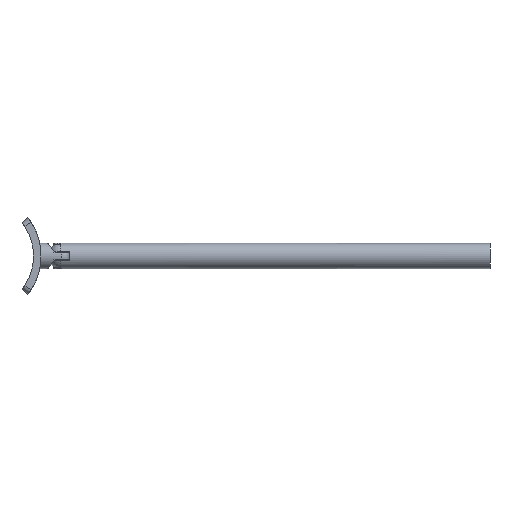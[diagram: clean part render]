
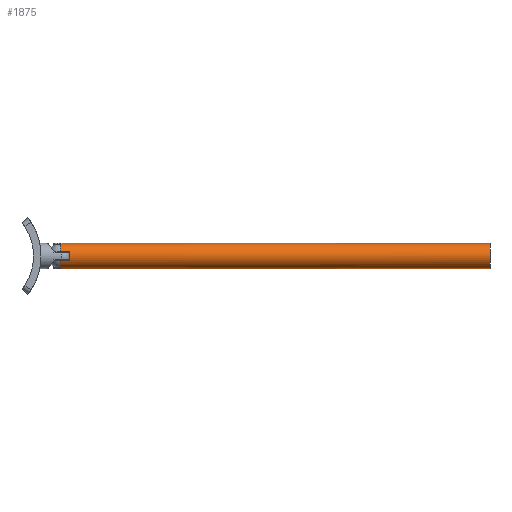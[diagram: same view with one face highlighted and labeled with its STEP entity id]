
A CAD part, front view. The second image highlights one B-rep face of the part: STEP entity #1875.
In plain terms, the highlighted cylindrical face has radius 5 mm (diameter 10 mm), a partial arc.
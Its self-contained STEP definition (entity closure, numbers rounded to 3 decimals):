
#28 = CARTESIAN_POINT ( 'NONE',  ( 14.214, -4.736, 1.604 ) ) ;
#36 = DIRECTION ( 'NONE',  ( -1., 0., 0. ) ) ;
#37 = EDGE_LOOP ( 'NONE', ( #1163, #621, #348, #1091, #364, #880, #1276, #447 ) ) ;
#102 = DIRECTION ( 'NONE',  ( 1., 0., 0. ) ) ;
#131 = DIRECTION ( 'NONE',  ( -1., 0., 0. ) ) ;
#171 = CARTESIAN_POINT ( 'NONE',  ( 180., 0., -5. ) ) ;
#179 = VERTEX_POINT ( 'NONE', #1678 ) ;
#216 = CARTESIAN_POINT ( 'NONE',  ( 14.214, 0., 0. ) ) ;
#231 = CYLINDRICAL_SURFACE ( 'NONE', #453, 5. ) ;
#255 = VECTOR ( 'NONE', #455, 1000. ) ;
#265 = DIRECTION ( 'NONE',  ( 0., 0., -1. ) ) ;
#270 = EDGE_CURVE ( 'NONE', #179, #1357, #1546, .T. ) ;
#303 = EDGE_CURVE ( 'NONE', #532, #358, #1689, .T. ) ;
#338 = DIRECTION ( 'NONE',  ( 1., 0., 0. ) ) ;
#348 = ORIENTED_EDGE ( 'NONE', *, *, #1317, .T. ) ;
#358 = VERTEX_POINT ( 'NONE', #472 ) ;
#364 = ORIENTED_EDGE ( 'NONE', *, *, #1841, .T. ) ;
#426 = LINE ( 'NONE', #857, #1391 ) ;
#447 = ORIENTED_EDGE ( 'NONE', *, *, #1661, .T. ) ;
#451 = AXIS2_PLACEMENT_3D ( 'NONE', #1315, #1160, #557 ) ;
#453 = AXIS2_PLACEMENT_3D ( 'NONE', #1404, #834, #1284 ) ;
#455 = DIRECTION ( 'NONE',  ( -1., 0., 0. ) ) ;
#472 = CARTESIAN_POINT ( 'NONE',  ( 10.5, -4.736, 1.604 ) ) ;
#499 = AXIS2_PLACEMENT_3D ( 'NONE', #1724, #102, #265 ) ;
#532 = VERTEX_POINT ( 'NONE', #917 ) ;
#546 = CARTESIAN_POINT ( 'NONE',  ( 180., -4.736, -1.604 ) ) ;
#557 = DIRECTION ( 'NONE',  ( 0., 0., -1. ) ) ;
#562 = DIRECTION ( 'NONE',  ( 1., 0., 0. ) ) ;
#567 = CARTESIAN_POINT ( 'NONE',  ( 180., 0., -5. ) ) ;
#570 = VECTOR ( 'NONE', #36, 1000. ) ;
#572 = CIRCLE ( 'NONE', #1058, 5. ) ;
#601 = CIRCLE ( 'NONE', #1670, 5. ) ;
#621 = ORIENTED_EDGE ( 'NONE', *, *, #950, .F. ) ;
#634 = LINE ( 'NONE', #171, #570 ) ;
#834 = DIRECTION ( 'NONE',  ( -1., 0., 0. ) ) ;
#857 = CARTESIAN_POINT ( 'NONE',  ( 180., -4.736, 1.604 ) ) ;
#880 = ORIENTED_EDGE ( 'NONE', *, *, #1473, .T. ) ;
#917 = CARTESIAN_POINT ( 'NONE',  ( 10.5, 0., 5. ) ) ;
#927 = VERTEX_POINT ( 'NONE', #567 ) ;
#950 = EDGE_CURVE ( 'NONE', #1154, #927, #1275, .T. ) ;
#958 = DIRECTION ( 'NONE',  ( 0., 0., -1. ) ) ;
#974 = EDGE_CURVE ( 'NONE', #927, #1549, #634, .T. ) ;
#985 = CARTESIAN_POINT ( 'NONE',  ( 10.5, 0., -5. ) ) ;
#1025 = VERTEX_POINT ( 'NONE', #28 ) ;
#1058 = AXIS2_PLACEMENT_3D ( 'NONE', #216, #1541, #1095 ) ;
#1091 = ORIENTED_EDGE ( 'NONE', *, *, #303, .T. ) ;
#1095 = DIRECTION ( 'NONE',  ( 0., 0., -1. ) ) ;
#1154 = VERTEX_POINT ( 'NONE', #1877 ) ;
#1160 = DIRECTION ( 'NONE',  ( 1., 0., 0. ) ) ;
#1163 = ORIENTED_EDGE ( 'NONE', *, *, #974, .F. ) ;
#1275 = CIRCLE ( 'NONE', #451, 5. ) ;
#1276 = ORIENTED_EDGE ( 'NONE', *, *, #270, .T. ) ;
#1284 = DIRECTION ( 'NONE',  ( 0., 0., 1. ) ) ;
#1315 = CARTESIAN_POINT ( 'NONE',  ( 180., 0., 0. ) ) ;
#1317 = EDGE_CURVE ( 'NONE', #1154, #532, #1468, .T. ) ;
#1357 = VERTEX_POINT ( 'NONE', #1623 ) ;
#1391 = VECTOR ( 'NONE', #562, 1000. ) ;
#1404 = CARTESIAN_POINT ( 'NONE',  ( 180., 0., 0. ) ) ;
#1468 = LINE ( 'NONE', #1776, #255 ) ;
#1473 = EDGE_CURVE ( 'NONE', #1025, #179, #572, .T. ) ;
#1541 = DIRECTION ( 'NONE',  ( 1., 0., 0. ) ) ;
#1546 = LINE ( 'NONE', #546, #1806 ) ;
#1549 = VERTEX_POINT ( 'NONE', #985 ) ;
#1623 = CARTESIAN_POINT ( 'NONE',  ( 10.5, -4.736, -1.604 ) ) ;
#1661 = EDGE_CURVE ( 'NONE', #1357, #1549, #601, .T. ) ;
#1663 = CARTESIAN_POINT ( 'NONE',  ( 10.5, 0., 0. ) ) ;
#1670 = AXIS2_PLACEMENT_3D ( 'NONE', #1663, #338, #958 ) ;
#1678 = CARTESIAN_POINT ( 'NONE',  ( 14.214, -4.736, -1.604 ) ) ;
#1689 = CIRCLE ( 'NONE', #499, 5. ) ;
#1703 = FACE_OUTER_BOUND ( 'NONE', #37, .T. ) ;
#1724 = CARTESIAN_POINT ( 'NONE',  ( 10.5, 0., 0. ) ) ;
#1776 = CARTESIAN_POINT ( 'NONE',  ( 180., 0., 5. ) ) ;
#1806 = VECTOR ( 'NONE', #131, 1000. ) ;
#1841 = EDGE_CURVE ( 'NONE', #358, #1025, #426, .T. ) ;
#1875 = ADVANCED_FACE ( 'NONE', ( #1703 ), #231, .T. ) ;
#1877 = CARTESIAN_POINT ( 'NONE',  ( 180., 0., 5. ) ) ;
